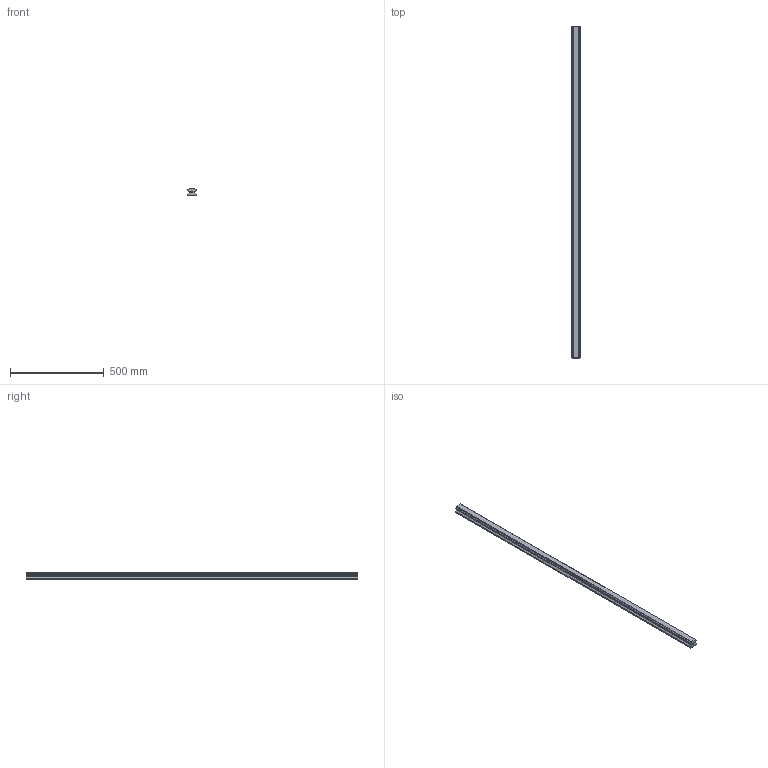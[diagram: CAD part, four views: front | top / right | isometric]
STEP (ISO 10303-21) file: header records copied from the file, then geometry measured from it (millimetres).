
FILE_DESCRIPTION(('STEP AP214'),'1');
FILE_NAME('cctmp_E48B6875-9E57-4B7D-A7DF-26FCFFAF1F85_2021_02_01_12_06_42_0243..stp','2021-02-01T11:06:42',('HIWIN GmbH'),('CADClick - www.CADClick.com'),'Spatial InterOp 3D',' ','unknown authorization');
FILE_SCHEMA(('AUTOMOTIVE_DESIGN'));
Length unit declared in the file: millimetre
Products named in the file (1): HGR45T1770C_FILE
Bounding box: 45 x 1770 x 38 mm (x, y, z)
Volume: 2478476.9 mm3; surface area: 321854.3 mm2
Topology: 1 solids, 1 shells, 165 faces, 443 edges, 267 vertices
Faces by surface type: plane 93, cylinder 38, cone 34
Entity records: 6187 total; most frequent: CARTESIAN_POINT 842, ORIENTED_EDGE 818, DIRECTION 817, EDGE_CURVE 409, LINE 333, VECTOR 333, VERTEX_POINT 267, AXIS2_PLACEMENT_3D 242
